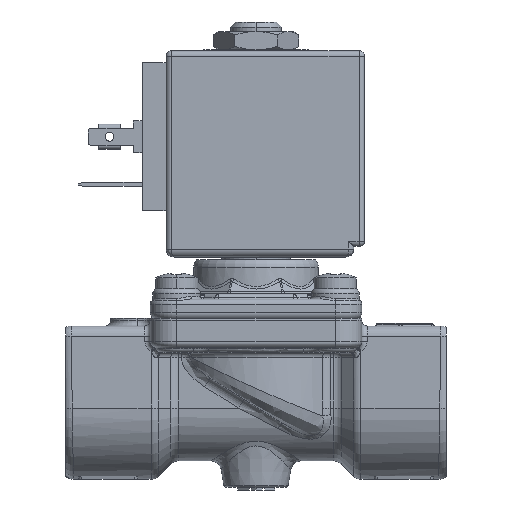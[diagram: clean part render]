
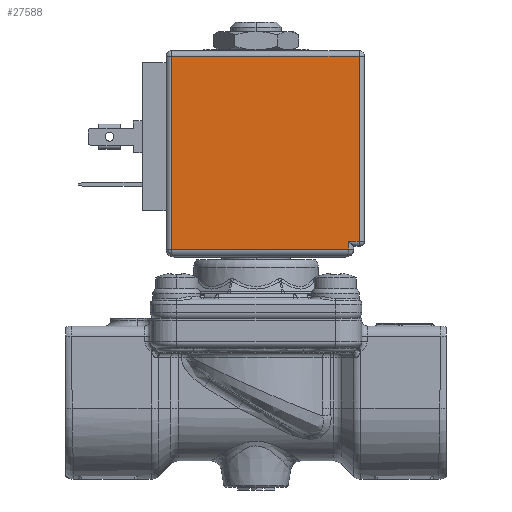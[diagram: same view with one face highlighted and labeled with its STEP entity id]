
A CAD part, front view. The second image highlights one B-rep face of the part: STEP entity #27588.
In plain terms, the highlighted face is planar.
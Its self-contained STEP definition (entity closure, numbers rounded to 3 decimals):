
#25002=DIRECTION('',(1.,0.,0.));
#25003=VECTOR('',#25002,33.5);
#25004=CARTESIAN_POINT('',(-16.,-3.5,
15.));
#25005=LINE('',#25004,#25003);
#25009=DIRECTION('',(0.,1.,0.));
#25010=VECTOR('',#25009,36.5);
#25011=CARTESIAN_POINT('',(-16.,-3.5,
15.));
#25012=LINE('',#25011,#25010);
#25016=DIRECTION('',(-1.,0.,0.));
#25017=VECTOR('',#25016,35.5);
#25018=CARTESIAN_POINT('',(19.5,33.,15.));
#25019=LINE('',#25018,#25017);
#25023=DIRECTION('',(0.,1.,0.));
#25024=VECTOR('',#25023,35.);
#25025=CARTESIAN_POINT('',(19.5,-2.,15.));
#25026=LINE('',#25025,#25024);
#25030=DIRECTION('',(1.,0.,0.));
#25031=VECTOR('',#25030,2.);
#25032=CARTESIAN_POINT('',(17.5,-2.,15.));
#25033=LINE('',#25032,#25031);
#25037=DIRECTION('',(0.,1.,0.));
#25038=VECTOR('',#25037,1.5);
#25039=CARTESIAN_POINT('',(17.5,-3.5,
15.));
#25040=LINE('',#25039,#25038);
#25118=CARTESIAN_POINT('',(17.5,-2.,15.));
#26877=CARTESIAN_POINT('',(-16.,-3.5,
15.));
#26878=CARTESIAN_POINT('',(17.5,-3.5,
15.));
#26879=VERTEX_POINT('',#26877);
#26880=VERTEX_POINT('',#26878);
#26895=CARTESIAN_POINT('',(-16.,33.,15.));
#26896=VERTEX_POINT('',#26895);
#26905=CARTESIAN_POINT('',(19.5,33.,15.));
#26906=VERTEX_POINT('',#26905);
#26919=CARTESIAN_POINT('',(19.5,-2.,15.));
#26920=VERTEX_POINT('',#26919);
#26922=VERTEX_POINT('',#25118);
#27570=CARTESIAN_POINT('',(0.,34.,15.));
#27571=DIRECTION('',(0.,0.,1.));
#27572=DIRECTION('',(1.,0.,0.));
#27573=AXIS2_PLACEMENT_3D('',#27570,#27571,#27572);
#27574=PLANE('',#27573);
#27576=ORIENTED_EDGE('',*,*,#27575,.F.);
#27577=ORIENTED_EDGE('',*,*,#27558,.T.);
#27579=ORIENTED_EDGE('',*,*,#27578,.F.);
#27581=ORIENTED_EDGE('',*,*,#27580,.F.);
#27583=ORIENTED_EDGE('',*,*,#27582,.F.);
#27585=ORIENTED_EDGE('',*,*,#27584,.F.);
#27586=EDGE_LOOP('',(#27576,#27577,#27579,#27581,#27583,#27585));
#27587=FACE_OUTER_BOUND('',#27586,.F.);
#27588=ADVANCED_FACE('',(#27587),#27574,.T.);
#27558=EDGE_CURVE('',#26879,#26896,#25012,.T.);
#27575=EDGE_CURVE('',#26879,#26880,#25005,.T.);
#27578=EDGE_CURVE('',#26906,#26896,#25019,.T.);
#27580=EDGE_CURVE('',#26920,#26906,#25026,.T.);
#27582=EDGE_CURVE('',#26922,#26920,#25033,.T.);
#27584=EDGE_CURVE('',#26880,#26922,#25040,.T.);
